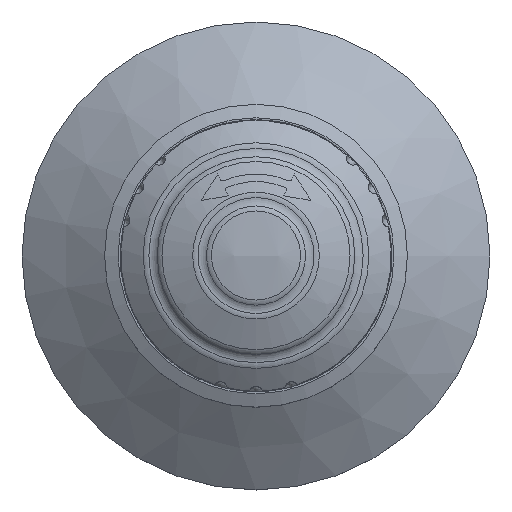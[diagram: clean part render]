
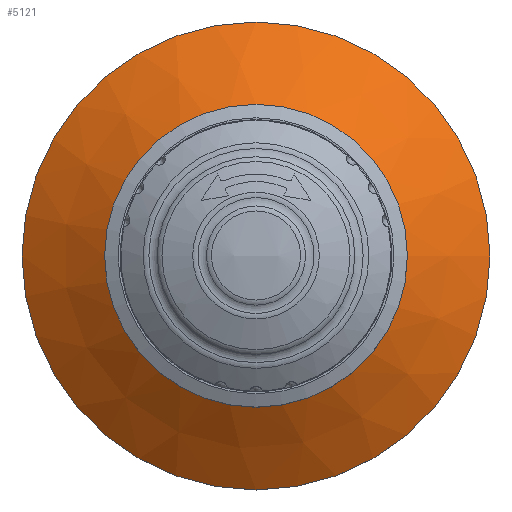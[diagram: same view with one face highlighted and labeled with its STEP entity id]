
A CAD part, top view. The second image highlights one B-rep face of the part: STEP entity #5121.
In plain terms, the highlighted conical face has half-angle 55 degrees and reference radius 28 mm.
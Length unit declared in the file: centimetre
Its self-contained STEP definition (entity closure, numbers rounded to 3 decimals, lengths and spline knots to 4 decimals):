
#410=CONICAL_SURFACE('',#5614,2.8,55.);
#944=FACE_BOUND('',#1447,.T.);
#1092=FACE_OUTER_BOUND('',#1446,.T.);
#1446=EDGE_LOOP('',(#3895));
#1447=EDGE_LOOP('',(#3896));
#1821=CIRCLE('',#5572,2.2);
#1851=CIRCLE('',#5613,3.4);
#2260=VERTEX_POINT('',#8742);
#2293=VERTEX_POINT('',#8820);
#2873=EDGE_CURVE('',#2260,#2260,#1821,.T.);
#2907=EDGE_CURVE('',#2293,#2293,#1851,.T.);
#3895=ORIENTED_EDGE('',*,*,#2907,.F.);
#3896=ORIENTED_EDGE('',*,*,#2873,.T.);
#5121=ADVANCED_FACE('',(#1092,#944),#410,.T.);
#5572=AXIS2_PLACEMENT_3D('',#8743,#6573,#6574);
#5613=AXIS2_PLACEMENT_3D('',#8821,#6659,#6660);
#5614=AXIS2_PLACEMENT_3D('',#8822,#6661,#6662);
#6573=DIRECTION('center_axis',(0.,0.,
-1.));
#6574=DIRECTION('ref_axis',(1.,0.,0.));
#6659=DIRECTION('center_axis',(0.,0.,
-1.));
#6660=DIRECTION('ref_axis',(1.,0.,0.));
#6661=DIRECTION('center_axis',(0.,0.,
-1.));
#6662=DIRECTION('ref_axis',(1.,0.,0.));
#8742=CARTESIAN_POINT('',(2.2,0.,3.065));
#8743=CARTESIAN_POINT('Origin',(0.,0.,
3.065));
#8820=CARTESIAN_POINT('',(3.4,0.,2.2248));
#8821=CARTESIAN_POINT('Origin',(0.,0.,
2.2248));
#8822=CARTESIAN_POINT('Origin',(0.,0.,
2.6449));
